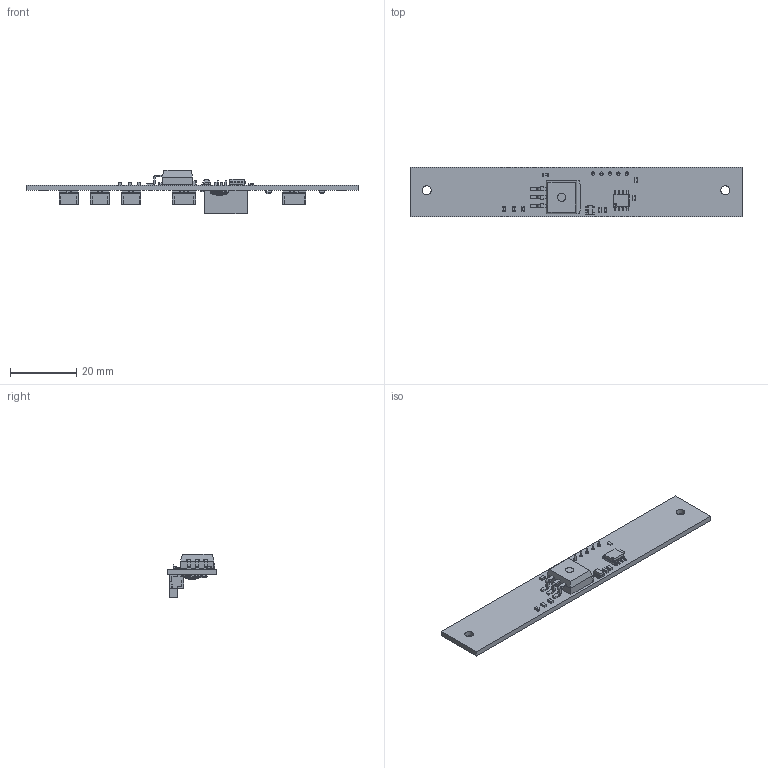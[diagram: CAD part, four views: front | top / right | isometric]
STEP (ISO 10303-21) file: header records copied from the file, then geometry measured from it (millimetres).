
FILE_DESCRIPTION(('FreeCAD Model'),'2;1');
FILE_NAME('processor.step','2020-11-08T21:25:15',('Author'),(''), 'Open CASCADE STEP processor 7.3','FreeCAD','Unknown');
FILE_SCHEMA(('AUTOMOTIVE_DESIGN { 1 0 10303 214 1 1 1 1 }'));
Length unit declared in the file: millimetre
Products named in the file (33): CellLight; Board_Geoms_909c; Local_CS_909c; Pcb_909c; PCB_Sketch_909c; Step_Models_909c; Top_909c; U10_TO_263_3_TabPin2_5FA3ED92; U11_SOT_23_5_5FA84A56; U9_SOIC_8_39x49mm_P127mm_5FA3ECEC; R2_R_0603_1608Metric_5FA3EC1D; R1_R_0603_1608Metric_5FA3EC0C; C5_C_0603_1608Metric_5FA3EB73; C4_C_0603_1608Metric_5FA3EB62; C3_C_0603_1608Metric_5FA3EB51; C2_C_0603_1608Metric_5FA3EB40; C1_C_0603_1608Metric_5FA3EB2F; C6_C_0603_1608Metric_5FA3EB1E; Bot_909c; J6_JST_BM03B_GHS_TBT_5FA91228; SW1_SW_SPST_TL3342_5FA55609; J1_PinSocket_1x05_P254mm_Vertical_5FA543DC; J5_JST_BM03B_GHS_TBT_5FA4D83B; J4_JST_BM02B_GHS_TBT_5FA4D815; J3_JST_BM02B_GHS_TBT_5FA4D7F4; J2_JST_BM02B_GHS_TBT_5FA4D7D3; U8_SOT_353_SC_70_5_5FA3ED6A; U7_SOT_353_SC_70_5_5FA3ED55; U6_SOT_353_SC_70_5_5FA3ED40; U5_SOT_353_SC_70_5_5FA3ED2B; U4_SOT_353_SC_70_5_5FA577BF; U3_SOT_353_SC_70_5_5FA3ECD2; R3_R_0603_1608Metric_5FA3EBFB
Assembly tree (32 placements, depth 4):
  CellLight
    Board_Geoms_909c
      Local_CS_909c
      Pcb_909c
      PCB_Sketch_909c
    Step_Models_909c
      Top_909c
        U10_TO_263_3_TabPin2_5FA3ED92
        U11_SOT_23_5_5FA84A56
        U9_SOIC_8_39x49mm_P127mm_5FA3ECEC
        R2_R_0603_1608Metric_5FA3EC1D
        R1_R_0603_1608Metric_5FA3EC0C
        C5_C_0603_1608Metric_5FA3EB73
        C4_C_0603_1608Metric_5FA3EB62
        C3_C_0603_1608Metric_5FA3EB51
        C2_C_0603_1608Metric_5FA3EB40
        C1_C_0603_1608Metric_5FA3EB2F
        C6_C_0603_1608Metric_5FA3EB1E
      Bot_909c
        J6_JST_BM03B_GHS_TBT_5FA91228
        SW1_SW_SPST_TL3342_5FA55609
        J1_PinSocket_1x05_P254mm_Vertical_5FA543DC
        J5_JST_BM03B_GHS_TBT_5FA4D83B
        J4_JST_BM02B_GHS_TBT_5FA4D815
        J3_JST_BM02B_GHS_TBT_5FA4D7F4
        J2_JST_BM02B_GHS_TBT_5FA4D7D3
        U8_SOT_353_SC_70_5_5FA3ED6A
        U7_SOT_353_SC_70_5_5FA3ED55
        U6_SOT_353_SC_70_5_5FA3ED40
        U5_SOT_353_SC_70_5_5FA3ED2B
        U4_SOT_353_SC_70_5_5FA577BF
        U3_SOT_353_SC_70_5_5FA3ECD2
        R3_R_0603_1608Metric_5FA3EBFB
Bounding box: 100 x 15 x 13.02 mm (x, y, z)
Volume: 3421.3 mm3; surface area: 5630 mm2
Topology: 26 solids, 27 shells, 2311 faces, 6049 edges, 3867 vertices
Faces by surface type: plane 1733, cylinder 326, bspline 251, torus 1
Full cylindrical faces by diameter (mm): 0.6 x1, 1 x5, 2 x1, 2.5 x1, 2.7 x2
Entity records: 86705 total; most frequent: CARTESIAN_POINT 14141, ORIENTED_EDGE 12090, DIRECTION 10585, EDGE_CURVE 6045, LINE 5091, VECTOR 5091, VERTEX_POINT 3859, AXIS2_PLACEMENT_3D 2747
